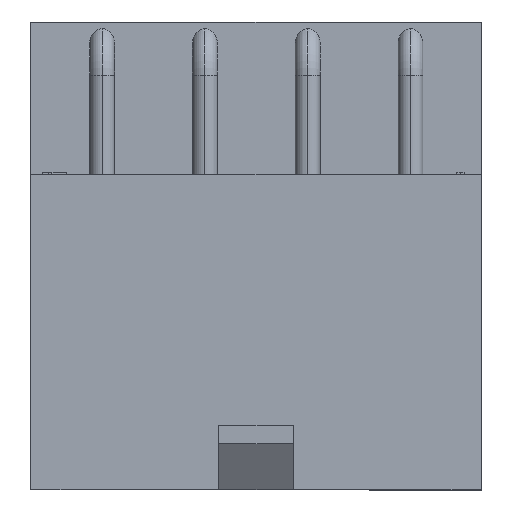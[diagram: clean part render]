
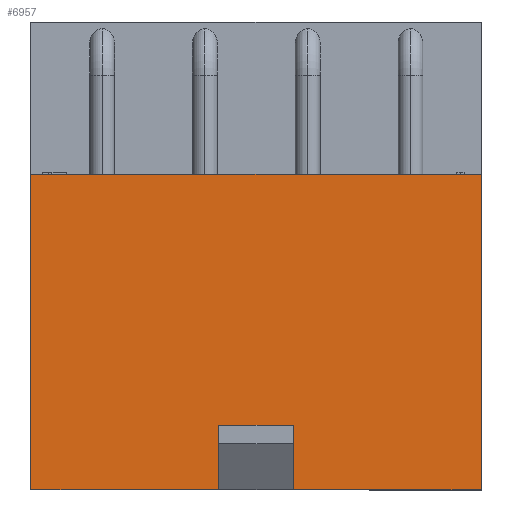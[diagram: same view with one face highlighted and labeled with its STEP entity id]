
A CAD part, top view. The second image highlights one B-rep face of the part: STEP entity #6957.
In plain terms, the highlighted planar face has unit normal (0, 0, 1).
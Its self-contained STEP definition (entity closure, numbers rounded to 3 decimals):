
#3784=CARTESIAN_POINT('',(-9.081,-3.569,10.566));
#3785=VERTEX_POINT('',#3784);
#3792=CARTESIAN_POINT('',(9.055,-3.569,10.566));
#3793=VERTEX_POINT('',#3792);
#3794=CARTESIAN_POINT('',(9.055,-3.569,10.566));
#3795=DIRECTION('',(-1.0,0.0,0.0));
#3796=VECTOR('',#3795,18.136);
#3797=LINE('',#3794,#3796);
#3798=EDGE_CURVE('',#3793,#3785,#3797,.T.);
#4161=CARTESIAN_POINT('',(1.486,-16.269,10.566));
#4162=VERTEX_POINT('',#4161);
#4163=CARTESIAN_POINT('',(-1.511,-16.269,10.566));
#4164=VERTEX_POINT('',#4163);
#4171=CARTESIAN_POINT('',(-9.081,-16.269,10.566));
#4172=VERTEX_POINT('',#4171);
#4173=CARTESIAN_POINT('',(-1.511,-16.269,10.566));
#4174=DIRECTION('',(-1.0,0.0,0.0));
#4175=VECTOR('',#4174,7.569);
#4176=LINE('',#4173,#4175);
#4177=EDGE_CURVE('',#4164,#4172,#4176,.T.);
#4195=CARTESIAN_POINT('',(9.055,-16.269,10.566));
#4196=VERTEX_POINT('',#4195);
#4203=CARTESIAN_POINT('',(9.055,-16.269,10.566));
#4204=DIRECTION('',(-1.0,0.0,0.0));
#4205=VECTOR('',#4204,7.569);
#4206=LINE('',#4203,#4205);
#4207=EDGE_CURVE('',#4196,#4162,#4206,.T.);
#5790=CARTESIAN_POINT('',(-9.081,-16.269,10.566));
#5791=DIRECTION('',(0.0,1.0,0.0));
#5792=VECTOR('',#5791,12.7);
#5793=LINE('',#5790,#5792);
#5794=EDGE_CURVE('',#4172,#3785,#5793,.T.);
#6852=CARTESIAN_POINT('',(9.055,-16.269,10.566));
#6853=DIRECTION('',(0.0,1.0,0.0));
#6854=VECTOR('',#6853,12.7);
#6855=LINE('',#6852,#6854);
#6856=EDGE_CURVE('',#4196,#3793,#6855,.T.);
#6923=CARTESIAN_POINT('',(9.962,-2.934,10.566));
#6924=DIRECTION('',(0.0,0.0,1.0));
#6925=DIRECTION('',(0.0,-1.0,0.0));
#6926=AXIS2_PLACEMENT_3D('',#6923,#6924,#6925);
#6927=PLANE('',#6926);
#6928=ORIENTED_EDGE('',*,*,#4207,.F.);
#6929=ORIENTED_EDGE('',*,*,#6856,.T.);
#6930=ORIENTED_EDGE('',*,*,#3798,.T.);
#6931=ORIENTED_EDGE('',*,*,#5794,.F.);
#6932=ORIENTED_EDGE('',*,*,#4177,.F.);
#6933=CARTESIAN_POINT('',(-1.511,-13.791,10.566));
#6934=VERTEX_POINT('',#6933);
#6935=CARTESIAN_POINT('',(-1.511,-16.269,10.566));
#6936=DIRECTION('',(0.0,1.0,0.0));
#6937=VECTOR('',#6936,2.477);
#6938=LINE('',#6935,#6937);
#6939=EDGE_CURVE('',#4164,#6934,#6938,.T.);
#6940=ORIENTED_EDGE('',*,*,#6939,.T.);
#6941=CARTESIAN_POINT('',(1.486,-13.791,10.566));
#6942=VERTEX_POINT('',#6941);
#6943=CARTESIAN_POINT('',(1.486,-13.791,10.566));
#6944=DIRECTION('',(-1.0,0.0,0.0));
#6945=VECTOR('',#6944,2.997);
#6946=LINE('',#6943,#6945);
#6947=EDGE_CURVE('',#6942,#6934,#6946,.T.);
#6948=ORIENTED_EDGE('',*,*,#6947,.F.);
#6949=CARTESIAN_POINT('',(1.486,-16.269,10.566));
#6950=DIRECTION('',(0.0,1.0,0.0));
#6951=VECTOR('',#6950,2.477);
#6952=LINE('',#6949,#6951);
#6953=EDGE_CURVE('',#4162,#6942,#6952,.T.);
#6954=ORIENTED_EDGE('',*,*,#6953,.F.);
#6955=EDGE_LOOP('',(#6928,#6929,#6930,#6931,#6932,#6940,#6948,#6954));
#6956=FACE_OUTER_BOUND('',#6955,.T.);
#6957=ADVANCED_FACE('',(#6956),#6927,.T.);
